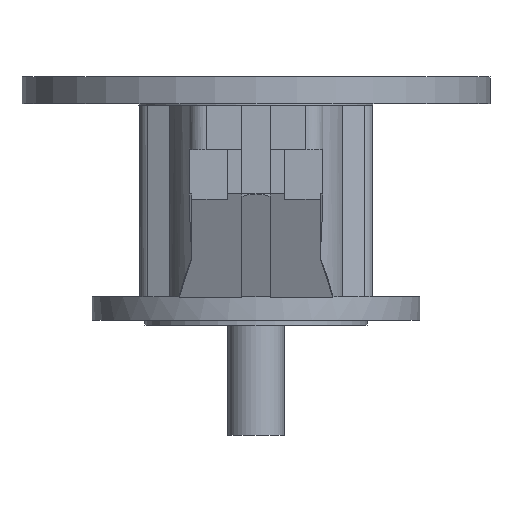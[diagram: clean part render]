
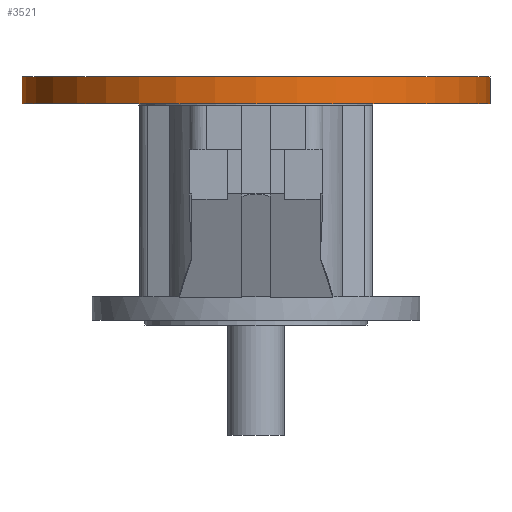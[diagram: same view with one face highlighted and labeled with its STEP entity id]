
A CAD part, front view. The second image highlights one B-rep face of the part: STEP entity #3521.
In plain terms, the highlighted cylindrical face has radius 100 mm (diameter 200 mm), a partial arc.
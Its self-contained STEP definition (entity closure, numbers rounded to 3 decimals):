
#188 = VECTOR ( 'NONE', #8139, 1000. ) ;
#201 = DIRECTION ( 'NONE',  ( 0., 0., 1. ) ) ;
#328 = CARTESIAN_POINT ( 'NONE',  ( -100., 0., 12. ) ) ;
#1091 = ORIENTED_EDGE ( 'NONE', *, *, #2837, .F. ) ;
#1209 = EDGE_LOOP ( 'NONE', ( #1091, #1907, #9343, #2974 ) ) ;
#1214 = CARTESIAN_POINT ( 'NONE',  ( 0., 0., 12. ) ) ;
#1260 = EDGE_CURVE ( 'NONE', #9726, #10723, #6280, .T. ) ;
#1907 = ORIENTED_EDGE ( 'NONE', *, *, #1260, .F. ) ;
#2086 = DIRECTION ( 'NONE',  ( 0., 0., -1. ) ) ;
#2448 = CIRCLE ( 'NONE', #9840, 100. ) ;
#2633 = VECTOR ( 'NONE', #8444, 1000. ) ;
#2649 = CARTESIAN_POINT ( 'NONE',  ( 100., 0., 12. ) ) ;
#2837 = EDGE_CURVE ( 'NONE', #10723, #3619, #4896, .T. ) ;
#2974 = ORIENTED_EDGE ( 'NONE', *, *, #7286, .T. ) ;
#3521 = ADVANCED_FACE ( 'NONE', ( #7817 ), #7541, .T. ) ;
#3587 = EDGE_CURVE ( 'NONE', #9726, #5587, #4730, .T. ) ;
#3619 = VERTEX_POINT ( 'NONE', #10729 ) ;
#4037 = AXIS2_PLACEMENT_3D ( 'NONE', #9543, #4403, #10393 ) ;
#4403 = DIRECTION ( 'NONE',  ( 0., 0., 1. ) ) ;
#4730 = LINE ( 'NONE', #8999, #188 ) ;
#4896 = LINE ( 'NONE', #4953, #2633 ) ;
#4953 = CARTESIAN_POINT ( 'NONE',  ( 100., 0., 12. ) ) ;
#5319 = CARTESIAN_POINT ( 'NONE',  ( 0., 0., 0.5 ) ) ;
#5587 = VERTEX_POINT ( 'NONE', #8489 ) ;
#6143 = AXIS2_PLACEMENT_3D ( 'NONE', #1214, #2086, #7197 ) ;
#6203 = DIRECTION ( 'NONE',  ( 1., 0., 0. ) ) ;
#6280 = CIRCLE ( 'NONE', #4037, 100. ) ;
#7197 = DIRECTION ( 'NONE',  ( -1., 0., 0. ) ) ;
#7286 = EDGE_CURVE ( 'NONE', #5587, #3619, #2448, .T. ) ;
#7541 = CYLINDRICAL_SURFACE ( 'NONE', #6143, 100. ) ;
#7817 = FACE_OUTER_BOUND ( 'NONE', #1209, .T. ) ;
#8139 = DIRECTION ( 'NONE',  ( 0., 0., -1. ) ) ;
#8444 = DIRECTION ( 'NONE',  ( 0., 0., -1. ) ) ;
#8489 = CARTESIAN_POINT ( 'NONE',  ( -100., 0., 0.5 ) ) ;
#8999 = CARTESIAN_POINT ( 'NONE',  ( -100., 0., 12. ) ) ;
#9343 = ORIENTED_EDGE ( 'NONE', *, *, #3587, .T. ) ;
#9543 = CARTESIAN_POINT ( 'NONE',  ( 0., 0., 12. ) ) ;
#9726 = VERTEX_POINT ( 'NONE', #328 ) ;
#9840 = AXIS2_PLACEMENT_3D ( 'NONE', #5319, #201, #6203 ) ;
#10393 = DIRECTION ( 'NONE',  ( 1., 0., 0. ) ) ;
#10723 = VERTEX_POINT ( 'NONE', #2649 ) ;
#10729 = CARTESIAN_POINT ( 'NONE',  ( 100., 0., 0.5 ) ) ;
